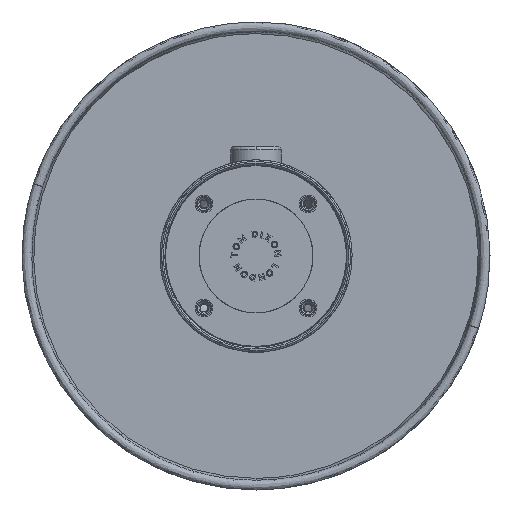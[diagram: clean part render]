
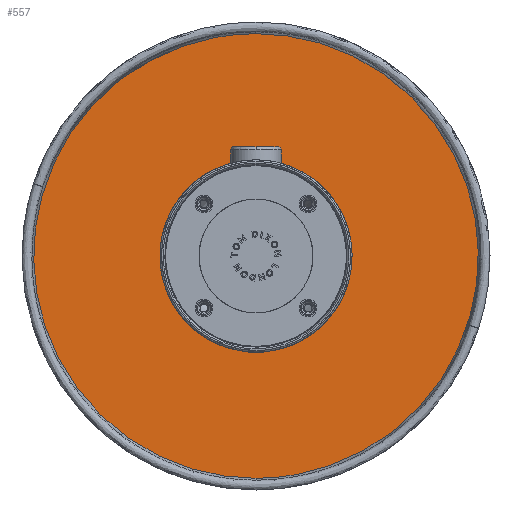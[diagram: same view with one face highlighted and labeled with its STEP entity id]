
A CAD part, front view. The second image highlights one B-rep face of the part: STEP entity #557.
In plain terms, the highlighted planar face has unit normal (0, -1, 0).
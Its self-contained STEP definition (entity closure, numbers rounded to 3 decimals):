
#557=ADVANCED_FACE('',(#1020,#662),#6396,.T.);
#662=FACE_BOUND('',#1466,.T.);
#1020=FACE_OUTER_BOUND('',#1465,.T.);
#1465=EDGE_LOOP('',(#3263,#3264));
#1466=EDGE_LOOP('',(#3265,#3266));
#3263=ORIENTED_EDGE('',*,*,#4348,.F.);
#3264=ORIENTED_EDGE('',*,*,#4347,.F.);
#3265=ORIENTED_EDGE('',*,*,#4350,.T.);
#3266=ORIENTED_EDGE('',*,*,#4349,.T.);
#4347=EDGE_CURVE('',#6000,#6001,#4755,.T.);
#4348=EDGE_CURVE('',#6001,#6000,#4756,.T.);
#4349=EDGE_CURVE('',#6002,#6003,#4757,.T.);
#4350=EDGE_CURVE('',#6003,#6002,#4758,.T.);
#4755=(
BOUNDED_CURVE()
B_SPLINE_CURVE(2,(#14079,#14080,#14081,#14082,#14083),.UNSPECIFIED.,.F.,
 .F.)
B_SPLINE_CURVE_WITH_KNOTS((3,2,3),(0.,208.916,417.832),
 .UNSPECIFIED.)
CURVE()
GEOMETRIC_REPRESENTATION_ITEM()
RATIONAL_B_SPLINE_CURVE((1.,0.707,1.,0.707,1.))
REPRESENTATION_ITEM('')
);
#4756=(
BOUNDED_CURVE()
B_SPLINE_CURVE(2,(#14084,#14085,#14086,#14087,#14088),.UNSPECIFIED.,.F.,
 .F.)
B_SPLINE_CURVE_WITH_KNOTS((3,2,3),(0.,208.916,417.832),
 .UNSPECIFIED.)
CURVE()
GEOMETRIC_REPRESENTATION_ITEM()
RATIONAL_B_SPLINE_CURVE((1.,0.707,1.,0.707,1.))
REPRESENTATION_ITEM('')
);
#4757=(
BOUNDED_CURVE()
B_SPLINE_CURVE(2,(#14089,#14090,#14091,#14092,#14093),.UNSPECIFIED.,.F.,
 .F.)
B_SPLINE_CURVE_WITH_KNOTS((3,2,3),(0.,11.781,23.562),
 .UNSPECIFIED.)
CURVE()
GEOMETRIC_REPRESENTATION_ITEM()
RATIONAL_B_SPLINE_CURVE((1.,0.707,1.,0.707,1.))
REPRESENTATION_ITEM('')
);
#4758=(
BOUNDED_CURVE()
B_SPLINE_CURVE(2,(#14094,#14095,#14096,#14097,#14098),.UNSPECIFIED.,.F.,
 .F.)
B_SPLINE_CURVE_WITH_KNOTS((3,2,3),(0.,11.781,23.562),
 .UNSPECIFIED.)
CURVE()
GEOMETRIC_REPRESENTATION_ITEM()
RATIONAL_B_SPLINE_CURVE((1.,0.707,1.,0.707,1.))
REPRESENTATION_ITEM('')
);
#6000=VERTEX_POINT('',#14055);
#6001=VERTEX_POINT('',#14056);
#6002=VERTEX_POINT('',#14057);
#6003=VERTEX_POINT('',#14058);
#6396=PLANE('',#6574);
#6574=AXIS2_PLACEMENT_3D('',#14010,#6736,$);
#6736=DIRECTION('',(0.,-1.,0.));
#14010=CARTESIAN_POINT('',(-133.,233.,-133.));
#14055=CARTESIAN_POINT('',(0.,233.,133.));
#14056=CARTESIAN_POINT('',(0.,233.,-133.));
#14057=CARTESIAN_POINT('',(0.,233.,-7.5));
#14058=CARTESIAN_POINT('',(0.,233.,7.5));
#14079=CARTESIAN_POINT('',(0.,233.,133.));
#14080=CARTESIAN_POINT('',(133.,233.,133.));
#14081=CARTESIAN_POINT('',(133.,233.,0.));
#14082=CARTESIAN_POINT('',(133.,233.,-133.));
#14083=CARTESIAN_POINT('',(0.,233.,-133.));
#14084=CARTESIAN_POINT('',(0.,233.,-133.));
#14085=CARTESIAN_POINT('',(-133.,233.,-133.));
#14086=CARTESIAN_POINT('',(-133.,233.,0.));
#14087=CARTESIAN_POINT('',(-133.,233.,133.));
#14088=CARTESIAN_POINT('',(0.,233.,133.));
#14089=CARTESIAN_POINT('',(0.,233.,-7.5));
#14090=CARTESIAN_POINT('',(-7.5,233.,-7.5));
#14091=CARTESIAN_POINT('',(-7.5,233.,0.));
#14092=CARTESIAN_POINT('',(-7.5,233.,7.5));
#14093=CARTESIAN_POINT('',(0.,233.,7.5));
#14094=CARTESIAN_POINT('',(0.,233.,7.5));
#14095=CARTESIAN_POINT('',(7.5,233.,7.5));
#14096=CARTESIAN_POINT('',(7.5,233.,0.));
#14097=CARTESIAN_POINT('',(7.5,233.,-7.5));
#14098=CARTESIAN_POINT('',(0.,233.,-7.5));
